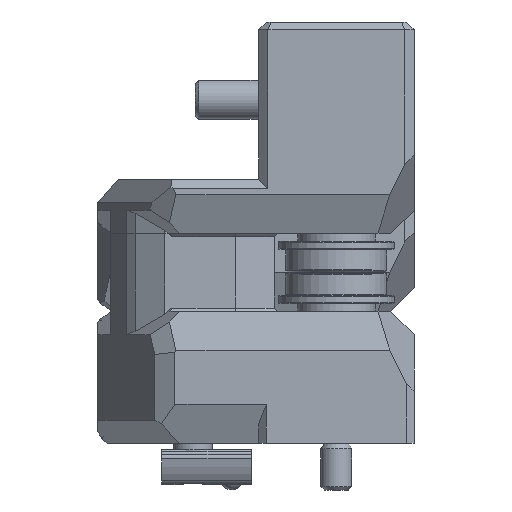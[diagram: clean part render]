
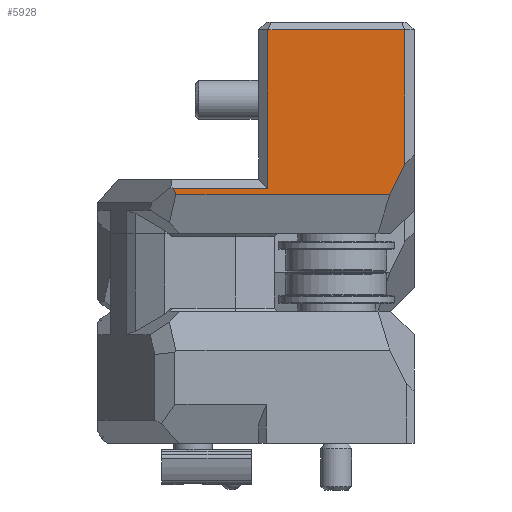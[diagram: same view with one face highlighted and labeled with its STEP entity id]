
A CAD part, left-side view. The second image highlights one B-rep face of the part: STEP entity #5928.
In plain terms, the highlighted planar face has unit normal (-1, 0, 0).
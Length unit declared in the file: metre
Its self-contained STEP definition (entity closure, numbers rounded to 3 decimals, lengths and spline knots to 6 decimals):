
#147=LINE('',#9336,#707);
#169=LINE('',#9426,#729);
#174=LINE('',#9435,#734);
#175=LINE('',#9438,#735);
#176=LINE('',#9439,#736);
#177=LINE('',#9441,#737);
#178=LINE('',#9443,#738);
#707=VECTOR('',#7472,1.);
#729=VECTOR('',#7518,1.);
#734=VECTOR('',#7527,1.);
#735=VECTOR('',#7528,1.);
#736=VECTOR('',#7529,1.);
#737=VECTOR('',#7530,1.);
#738=VECTOR('',#7531,1.);
#1903=ORIENTED_EDGE('',*,*,#3273,.T.);
#1904=ORIENTED_EDGE('',*,*,#3274,.T.);
#1905=ORIENTED_EDGE('',*,*,#3240,.T.);
#1906=ORIENTED_EDGE('',*,*,#3268,.T.);
#1907=ORIENTED_EDGE('',*,*,#3275,.T.);
#1908=ORIENTED_EDGE('',*,*,#3276,.T.);
#1909=ORIENTED_EDGE('',*,*,#3277,.T.);
#3240=EDGE_CURVE('',#3976,#3977,#147,.T.);
#3268=EDGE_CURVE('',#3977,#3999,#169,.T.);
#3273=EDGE_CURVE('',#4003,#4004,#174,.T.);
#3274=EDGE_CURVE('',#4004,#3976,#175,.T.);
#3275=EDGE_CURVE('',#3999,#4005,#176,.F.);
#3276=EDGE_CURVE('',#4005,#4006,#177,.T.);
#3277=EDGE_CURVE('',#4006,#4003,#178,.F.);
#3976=VERTEX_POINT('',#9337);
#3977=VERTEX_POINT('',#9338);
#3999=VERTEX_POINT('',#9424);
#4003=VERTEX_POINT('',#9436);
#4004=VERTEX_POINT('',#9437);
#4005=VERTEX_POINT('',#9440);
#4006=VERTEX_POINT('',#9442);
#4745=EDGE_LOOP('',(#1903,#1904,#1905,#1906,#1907,#1908,#1909));
#5246=FACE_BOUND('',#4745,.T.);
#5629=PLANE('',#6563);
#5928=ADVANCED_FACE('',(#5246),#5629,.F.);
#6563=AXIS2_PLACEMENT_3D('',#9434,#7525,#7526);
#7472=DIRECTION('',(0.,0.,-1.));
#7518=DIRECTION('',(0.,1.,0.));
#7525=DIRECTION('',(1.,0.,0.));
#7526=DIRECTION('',(0.,0.,1.));
#7527=DIRECTION('',(0.,0.,1.));
#7528=DIRECTION('',(0.,1.,0.));
#7529=DIRECTION('',(0.,0.394,0.919));
#7530=DIRECTION('',(0.,-1.,0.));
#7531=DIRECTION('',(0.,0.447,-0.894));
#9336=CARTESIAN_POINT('',(-0.02,0.0188,0.034));
#9337=CARTESIAN_POINT('',(-0.02,0.0188,0.0532));
#9338=CARTESIAN_POINT('',(-0.02,0.0188,0.0328));
#9424=CARTESIAN_POINT('',(-0.02,0.030987,0.0328));
#9426=CARTESIAN_POINT('',(-0.02,0.029036,0.0328));
#9434=CARTESIAN_POINT('',(-0.02,0.01625,0.0542));
#9435=CARTESIAN_POINT('',(-0.02,0.0012,0.0542));
#9436=CARTESIAN_POINT('',(-0.02,0.0012,0.035904));
#9437=CARTESIAN_POINT('',(-0.02,0.0012,0.0532));
#9438=CARTESIAN_POINT('',(-0.02,0.0188,0.0532));
#9439=CARTESIAN_POINT('',(-0.02,0.035873,0.044192));
#9440=CARTESIAN_POINT('',(-0.02,0.030644,0.032));
#9441=CARTESIAN_POINT('',(-0.02,0.01625,0.032));
#9442=CARTESIAN_POINT('',(-0.02,0.003152,0.032));
#9443=CARTESIAN_POINT('',(-0.02,-0.002253,0.04281));
